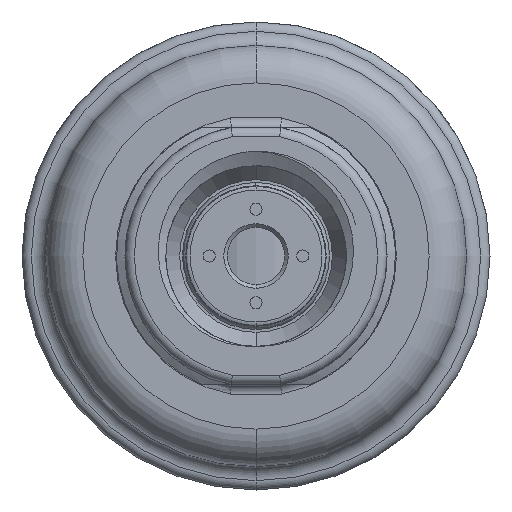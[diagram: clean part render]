
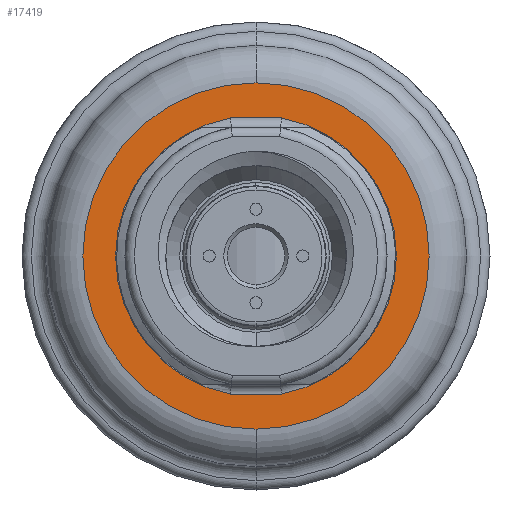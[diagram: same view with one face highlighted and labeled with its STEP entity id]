
A CAD part, front view. The second image highlights one B-rep face of the part: STEP entity #17419.
In plain terms, the highlighted planar face has unit normal (0, -1, 0).
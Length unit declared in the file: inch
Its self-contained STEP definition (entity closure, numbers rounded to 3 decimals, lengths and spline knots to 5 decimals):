
#2076=CARTESIAN_POINT('',(0.,-0.11811,0.));
#2077=DIRECTION('',(0.,-1.,0.));
#2078=DIRECTION('',(0.,0.,-1.));
#2079=AXIS2_PLACEMENT_3D('',#2076,#2077,#2078);
#2081=CARTESIAN_POINT('',(0.,-0.11811,0.));
#2082=DIRECTION('',(0.,-1.,0.));
#2083=DIRECTION('',(0.,0.,1.));
#2084=AXIS2_PLACEMENT_3D('',#2081,#2082,#2083);
#2086=CARTESIAN_POINT('',(0.,-0.11811,0.));
#2087=DIRECTION('',(0.,-1.,0.));
#2088=DIRECTION('',(-0.182,0.,0.983));
#2089=AXIS2_PLACEMENT_3D('',#2086,#2087,#2088);
#2091=DIRECTION('',(1.,0.,0.));
#2092=VECTOR('',#2091,0.21474);
#2093=CARTESIAN_POINT('',(-0.10737,-0.11811,
-0.58071));
#2094=LINE('',#2093,#2092);
#2095=CARTESIAN_POINT('',(0.,-0.11811,0.));
#2096=DIRECTION('',(0.,-1.,0.));
#2097=DIRECTION('',(0.182,0.,-0.983));
#2098=AXIS2_PLACEMENT_3D('',#2095,#2096,#2097);
#2100=DIRECTION('',(-1.,0.,0.));
#2101=VECTOR('',#2100,0.21474);
#2102=CARTESIAN_POINT('',(0.10737,-0.11811,
0.58071));
#2103=LINE('',#2102,#2101);
#14399=CARTESIAN_POINT('',(-0.10737,-0.11811,
0.58071));
#14400=CARTESIAN_POINT('',(-0.10737,-0.11811,
-0.58071));
#14401=VERTEX_POINT('',#14399);
#14402=VERTEX_POINT('',#14400);
#14407=CARTESIAN_POINT('',(0.10737,-0.11811,
-0.58071));
#14408=CARTESIAN_POINT('',(0.10737,-0.11811,
0.58071));
#14409=VERTEX_POINT('',#14407);
#14410=VERTEX_POINT('',#14408);
#14734=CARTESIAN_POINT('',(0.,-0.11811,-0.72835));
#14735=CARTESIAN_POINT('',(0.,-0.11811,0.72835));
#14736=VERTEX_POINT('',#14734);
#14737=VERTEX_POINT('',#14735);
#17399=CARTESIAN_POINT('',(0.,-0.11811,0.));
#17400=DIRECTION('',(0.,-1.,0.));
#17401=DIRECTION('',(0.,0.,1.));
#17402=AXIS2_PLACEMENT_3D('',#17399,#17400,#17401);
#17403=PLANE('',#17402);
#17405=ORIENTED_EDGE('',*,*,#17404,.F.);
#17407=ORIENTED_EDGE('',*,*,#17406,.F.);
#17408=EDGE_LOOP('',(#17405,#17407));
#17409=FACE_OUTER_BOUND('',#17408,.F.);
#17410=ORIENTED_EDGE('',*,*,#17389,.T.);
#17412=ORIENTED_EDGE('',*,*,#17411,.T.);
#17414=ORIENTED_EDGE('',*,*,#17413,.T.);
#17416=ORIENTED_EDGE('',*,*,#17415,.T.);
#17417=EDGE_LOOP('',(#17410,#17412,#17414,#17416));
#17418=FACE_BOUND('',#17417,.F.);
#17419=ADVANCED_FACE('',(#17409,#17418),#17403,.T.);
#2080=CIRCLE('',#2079,0.72835);
#2085=CIRCLE('',#2084,0.72835);
#2090=CIRCLE('',#2089,0.59055);
#2099=CIRCLE('',#2098,0.59055);
#17389=EDGE_CURVE('',#14401,#14402,#2090,.T.);
#17404=EDGE_CURVE('',#14736,#14737,#2080,.T.);
#17406=EDGE_CURVE('',#14737,#14736,#2085,.T.);
#17411=EDGE_CURVE('',#14402,#14409,#2094,.T.);
#17413=EDGE_CURVE('',#14409,#14410,#2099,.T.);
#17415=EDGE_CURVE('',#14410,#14401,#2103,.T.);
